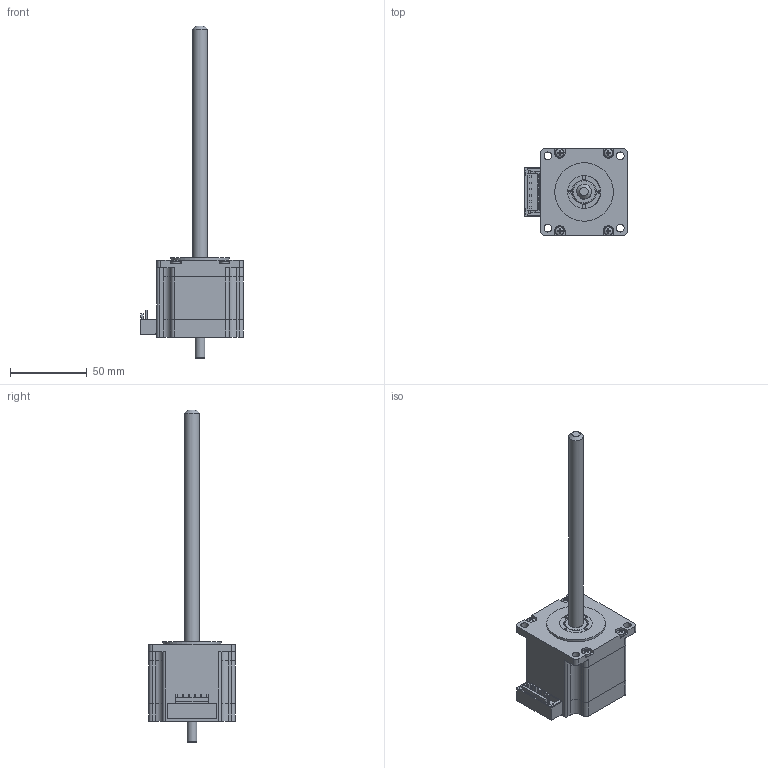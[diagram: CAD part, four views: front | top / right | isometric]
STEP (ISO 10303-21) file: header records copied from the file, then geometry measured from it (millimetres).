
FILE_DESCRIPTION(/* description */ (''),/* implementation_level */ '2;1');
FILE_NAME(/* name */ '简化图1.stp',/* time_stamp */ '2020-02-25T14:58:44+08:00',/* author */ ('Michael.liu'),/* organization */ (''),/* preprocessor_version */ 'ST-DEVELOPER v18',/* originating_system */ 'Autodesk Inventor 2020',/* authorisation */ '');
FILE_SCHEMA (('AUTOMOTIVE_DESIGN { 1 0 10303 214 3 1 1 }'));
Length unit declared in the file: millimetre
Products named in the file (1): 简化图
Bounding box: 66.9 x 56.54 x 216.2 mm (x, y, z)
Volume: 159193.3 mm3; surface area: 26708.8 mm2
Topology: 1 solids, 2 shells, 496 faces, 1426 edges, 933 vertices
Faces by surface type: plane 341, cylinder 79, cone 52, torus 20, sphere 4
Full cylindrical faces by diameter (mm): 1.5 x2, 2 x2, 2.5 x10, 5 x4, 6 x1, 6.35 x1, 9.525 x1, 15 x2, 16 x1, 16.5 x1, 21.5 x1, 38.1 x1
Entity records: 17379 total; most frequent: CARTESIAN_POINT 3725, ORIENTED_EDGE 2850, DIRECTION 2622, EDGE_CURVE 1425, LINE 966, VECTOR 966, VERTEX_POINT 939, AXIS2_PLACEMENT_3D 828
